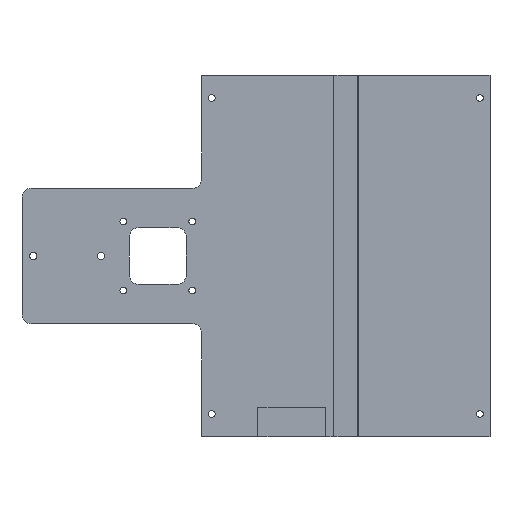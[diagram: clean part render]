
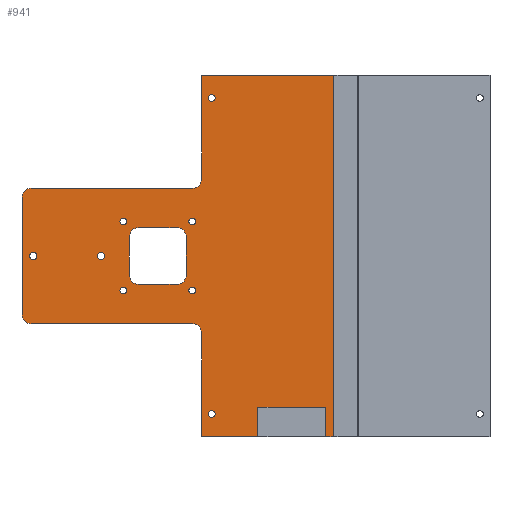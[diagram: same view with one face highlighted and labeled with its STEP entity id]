
A CAD part, front view. The second image highlights one B-rep face of the part: STEP entity #941.
In plain terms, the highlighted planar face has unit normal (0, -1, 0).
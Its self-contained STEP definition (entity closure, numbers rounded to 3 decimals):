
#34=FACE_BOUND('',#157,.T.);
#35=FACE_BOUND('',#158,.T.);
#36=FACE_BOUND('',#159,.T.);
#37=FACE_BOUND('',#160,.T.);
#38=FACE_BOUND('',#161,.T.);
#39=FACE_BOUND('',#162,.T.);
#40=FACE_BOUND('',#163,.T.);
#41=FACE_BOUND('',#164,.T.);
#42=FACE_BOUND('',#165,.T.);
#52=PLANE('',#1041);
#91=FACE_OUTER_BOUND('',#156,.T.);
#156=EDGE_LOOP('',(#731,#732,#733,#734,#735,#736,#737,#738,#739,#740,#741,
#742,#743,#744,#745,#746));
#157=EDGE_LOOP('',(#747));
#158=EDGE_LOOP('',(#748));
#159=EDGE_LOOP('',(#749));
#160=EDGE_LOOP('',(#750));
#161=EDGE_LOOP('',(#751));
#162=EDGE_LOOP('',(#752));
#163=EDGE_LOOP('',(#753));
#164=EDGE_LOOP('',(#754));
#165=EDGE_LOOP('',(#755,#756,#757,#758,#759,#760,#761,#762));
#209=LINE('',#1448,#293);
#216=LINE('',#1466,#300);
#228=LINE('',#1512,#312);
#229=LINE('',#1516,#313);
#230=LINE('',#1518,#314);
#231=LINE('',#1520,#315);
#232=LINE('',#1522,#316);
#233=LINE('',#1524,#317);
#234=LINE('',#1526,#318);
#235=LINE('',#1528,#319);
#236=LINE('',#1529,#320);
#237=LINE('',#1530,#321);
#238=LINE('',#1537,#322);
#239=LINE('',#1541,#323);
#240=LINE('',#1545,#324);
#241=LINE('',#1549,#325);
#293=VECTOR('',#1177,10.);
#300=VECTOR('',#1192,10.);
#312=VECTOR('',#1232,10.);
#313=VECTOR('',#1235,10.);
#314=VECTOR('',#1236,10.);
#315=VECTOR('',#1237,10.);
#316=VECTOR('',#1238,10.);
#317=VECTOR('',#1239,10.);
#318=VECTOR('',#1240,10.);
#319=VECTOR('',#1241,10.);
#320=VECTOR('',#1242,10.);
#321=VECTOR('',#1243,10.);
#322=VECTOR('',#1248,10.);
#323=VECTOR('',#1251,10.);
#324=VECTOR('',#1254,10.);
#325=VECTOR('',#1257,10.);
#377=CIRCLE('',#1007,1.5);
#378=CIRCLE('',#1009,1.5);
#379=CIRCLE('',#1011,1.5);
#380=CIRCLE('',#1013,1.5);
#382=CIRCLE('',#1016,1.6);
#384=CIRCLE('',#1019,1.6);
#385=CIRCLE('',#1021,4.);
#388=CIRCLE('',#1026,4.);
#399=CIRCLE('',#1040,4.);
#400=CIRCLE('',#1042,4.);
#401=CIRCLE('',#1043,1.5);
#402=CIRCLE('',#1044,1.5);
#403=CIRCLE('',#1045,4.);
#404=CIRCLE('',#1046,4.);
#405=CIRCLE('',#1047,4.);
#406=CIRCLE('',#1048,4.);
#425=VERTEX_POINT('',#1410);
#426=VERTEX_POINT('',#1414);
#427=VERTEX_POINT('',#1418);
#428=VERTEX_POINT('',#1422);
#430=VERTEX_POINT('',#1428);
#432=VERTEX_POINT('',#1434);
#433=VERTEX_POINT('',#1438);
#434=VERTEX_POINT('',#1439);
#437=VERTEX_POINT('',#1447);
#441=VERTEX_POINT('',#1456);
#442=VERTEX_POINT('',#1458);
#444=VERTEX_POINT('',#1464);
#463=VERTEX_POINT('',#1507);
#464=VERTEX_POINT('',#1511);
#465=VERTEX_POINT('',#1513);
#466=VERTEX_POINT('',#1515);
#467=VERTEX_POINT('',#1517);
#468=VERTEX_POINT('',#1519);
#469=VERTEX_POINT('',#1521);
#470=VERTEX_POINT('',#1523);
#471=VERTEX_POINT('',#1525);
#472=VERTEX_POINT('',#1527);
#473=VERTEX_POINT('',#1531);
#474=VERTEX_POINT('',#1533);
#475=VERTEX_POINT('',#1535);
#476=VERTEX_POINT('',#1536);
#477=VERTEX_POINT('',#1538);
#478=VERTEX_POINT('',#1540);
#479=VERTEX_POINT('',#1542);
#480=VERTEX_POINT('',#1544);
#481=VERTEX_POINT('',#1546);
#482=VERTEX_POINT('',#1548);
#518=EDGE_CURVE('',#425,#425,#377,.T.);
#520=EDGE_CURVE('',#426,#426,#378,.T.);
#522=EDGE_CURVE('',#427,#427,#379,.T.);
#524=EDGE_CURVE('',#428,#428,#380,.T.);
#527=EDGE_CURVE('',#430,#430,#382,.T.);
#530=EDGE_CURVE('',#432,#432,#384,.T.);
#531=EDGE_CURVE('',#433,#434,#385,.T.);
#535=EDGE_CURVE('',#437,#434,#209,.T.);
#540=EDGE_CURVE('',#441,#442,#388,.T.);
#544=EDGE_CURVE('',#441,#444,#216,.T.);
#566=EDGE_CURVE('',#463,#444,#399,.T.);
#567=EDGE_CURVE('',#463,#464,#228,.T.);
#568=EDGE_CURVE('',#465,#464,#400,.T.);
#569=EDGE_CURVE('',#465,#466,#229,.T.);
#570=EDGE_CURVE('',#466,#467,#230,.T.);
#571=EDGE_CURVE('',#467,#468,#231,.T.);
#572=EDGE_CURVE('',#468,#469,#232,.T.);
#573=EDGE_CURVE('',#469,#470,#233,.T.);
#574=EDGE_CURVE('',#470,#471,#234,.T.);
#575=EDGE_CURVE('',#471,#472,#235,.T.);
#576=EDGE_CURVE('',#472,#437,#236,.T.);
#577=EDGE_CURVE('',#433,#442,#237,.T.);
#578=EDGE_CURVE('',#473,#473,#401,.T.);
#579=EDGE_CURVE('',#474,#474,#402,.T.);
#580=EDGE_CURVE('',#475,#476,#238,.T.);
#581=EDGE_CURVE('',#476,#477,#403,.T.);
#582=EDGE_CURVE('',#477,#478,#239,.T.);
#583=EDGE_CURVE('',#478,#479,#404,.T.);
#584=EDGE_CURVE('',#479,#480,#240,.T.);
#585=EDGE_CURVE('',#480,#481,#405,.T.);
#586=EDGE_CURVE('',#481,#482,#241,.T.);
#587=EDGE_CURVE('',#482,#475,#406,.T.);
#731=ORIENTED_EDGE('',*,*,#540,.F.);
#732=ORIENTED_EDGE('',*,*,#544,.T.);
#733=ORIENTED_EDGE('',*,*,#566,.F.);
#734=ORIENTED_EDGE('',*,*,#567,.T.);
#735=ORIENTED_EDGE('',*,*,#568,.F.);
#736=ORIENTED_EDGE('',*,*,#569,.T.);
#737=ORIENTED_EDGE('',*,*,#570,.T.);
#738=ORIENTED_EDGE('',*,*,#571,.T.);
#739=ORIENTED_EDGE('',*,*,#572,.T.);
#740=ORIENTED_EDGE('',*,*,#573,.T.);
#741=ORIENTED_EDGE('',*,*,#574,.T.);
#742=ORIENTED_EDGE('',*,*,#575,.T.);
#743=ORIENTED_EDGE('',*,*,#576,.T.);
#744=ORIENTED_EDGE('',*,*,#535,.T.);
#745=ORIENTED_EDGE('',*,*,#531,.F.);
#746=ORIENTED_EDGE('',*,*,#577,.T.);
#747=ORIENTED_EDGE('',*,*,#518,.T.);
#748=ORIENTED_EDGE('',*,*,#520,.T.);
#749=ORIENTED_EDGE('',*,*,#522,.T.);
#750=ORIENTED_EDGE('',*,*,#524,.T.);
#751=ORIENTED_EDGE('',*,*,#527,.T.);
#752=ORIENTED_EDGE('',*,*,#530,.T.);
#753=ORIENTED_EDGE('',*,*,#578,.F.);
#754=ORIENTED_EDGE('',*,*,#579,.F.);
#755=ORIENTED_EDGE('',*,*,#580,.T.);
#756=ORIENTED_EDGE('',*,*,#581,.T.);
#757=ORIENTED_EDGE('',*,*,#582,.T.);
#758=ORIENTED_EDGE('',*,*,#583,.T.);
#759=ORIENTED_EDGE('',*,*,#584,.T.);
#760=ORIENTED_EDGE('',*,*,#585,.T.);
#761=ORIENTED_EDGE('',*,*,#586,.T.);
#762=ORIENTED_EDGE('',*,*,#587,.T.);
#941=ADVANCED_FACE('',(#91,#34,#35,#36,#37,#38,#39,#40,#41,#42),#52,.F.);
#1007=AXIS2_PLACEMENT_3D('',#1412,#1136,#1137);
#1009=AXIS2_PLACEMENT_3D('',#1416,#1141,#1142);
#1011=AXIS2_PLACEMENT_3D('',#1420,#1146,#1147);
#1013=AXIS2_PLACEMENT_3D('',#1424,#1151,#1152);
#1016=AXIS2_PLACEMENT_3D('',#1430,#1158,#1159);
#1019=AXIS2_PLACEMENT_3D('',#1436,#1165,#1166);
#1021=AXIS2_PLACEMENT_3D('',#1440,#1169,#1170);
#1026=AXIS2_PLACEMENT_3D('',#1459,#1185,#1186);
#1040=AXIS2_PLACEMENT_3D('',#1509,#1228,#1229);
#1041=AXIS2_PLACEMENT_3D('',#1510,#1230,#1231);
#1042=AXIS2_PLACEMENT_3D('',#1514,#1233,#1234);
#1043=AXIS2_PLACEMENT_3D('',#1532,#1244,#1245);
#1044=AXIS2_PLACEMENT_3D('',#1534,#1246,#1247);
#1045=AXIS2_PLACEMENT_3D('',#1539,#1249,#1250);
#1046=AXIS2_PLACEMENT_3D('',#1543,#1252,#1253);
#1047=AXIS2_PLACEMENT_3D('',#1547,#1255,#1256);
#1048=AXIS2_PLACEMENT_3D('',#1550,#1258,#1259);
#1136=DIRECTION('center_axis',(0.,1.,0.));
#1137=DIRECTION('ref_axis',(-1.,0.,0.));
#1141=DIRECTION('center_axis',(0.,1.,0.));
#1142=DIRECTION('ref_axis',(-1.,0.,0.));
#1146=DIRECTION('center_axis',(0.,1.,0.));
#1147=DIRECTION('ref_axis',(-1.,0.,0.));
#1151=DIRECTION('center_axis',(0.,1.,0.));
#1152=DIRECTION('ref_axis',(-1.,0.,0.));
#1158=DIRECTION('center_axis',(0.,1.,0.));
#1159=DIRECTION('ref_axis',(-1.,0.,0.));
#1165=DIRECTION('center_axis',(0.,1.,0.));
#1166=DIRECTION('ref_axis',(-1.,0.,0.));
#1169=DIRECTION('center_axis',(0.,-1.,0.));
#1170=DIRECTION('ref_axis',(0.707,0.,-0.707));
#1177=DIRECTION('',(0.,0.,-1.));
#1185=DIRECTION('center_axis',(0.,1.,0.));
#1186=DIRECTION('ref_axis',(-0.707,0.,0.707));
#1192=DIRECTION('',(0.,0.,-1.));
#1228=DIRECTION('center_axis',(0.,1.,0.));
#1229=DIRECTION('ref_axis',(-0.707,0.,-0.707));
#1230=DIRECTION('center_axis',(0.,1.,0.));
#1231=DIRECTION('ref_axis',(1.,0.,0.));
#1232=DIRECTION('',(1.,0.,0.));
#1233=DIRECTION('center_axis',(0.,-1.,0.));
#1234=DIRECTION('ref_axis',(0.707,0.,0.707));
#1235=DIRECTION('',(0.,0.,-1.));
#1236=DIRECTION('',(1.,0.,0.));
#1237=DIRECTION('',(0.,0.,1.));
#1238=DIRECTION('',(1.,0.,0.));
#1239=DIRECTION('',(0.,0.,-1.));
#1240=DIRECTION('',(1.,0.,0.));
#1241=DIRECTION('',(0.,0.,1.));
#1242=DIRECTION('',(-1.,0.,0.));
#1243=DIRECTION('',(-1.,0.,0.));
#1244=DIRECTION('center_axis',(0.,-1.,0.));
#1245=DIRECTION('ref_axis',(1.,0.,0.));
#1246=DIRECTION('center_axis',(0.,-1.,0.));
#1247=DIRECTION('ref_axis',(1.,0.,0.));
#1248=DIRECTION('',(-1.,0.,0.));
#1249=DIRECTION('center_axis',(0.,1.,0.));
#1250=DIRECTION('ref_axis',(0.,0.,-1.));
#1251=DIRECTION('',(0.,0.,1.));
#1252=DIRECTION('center_axis',(0.,1.,0.));
#1253=DIRECTION('ref_axis',(-1.,0.,0.));
#1254=DIRECTION('',(1.,0.,0.));
#1255=DIRECTION('center_axis',(0.,1.,0.));
#1256=DIRECTION('ref_axis',(0.,0.,1.));
#1257=DIRECTION('',(0.,0.,-1.));
#1258=DIRECTION('center_axis',(0.,1.,0.));
#1259=DIRECTION('ref_axis',(1.,0.,0.));
#1410=CARTESIAN_POINT('',(-96.98,0.,15.25));
#1412=CARTESIAN_POINT('Origin',(-98.48,0.,15.25));
#1414=CARTESIAN_POINT('',(-66.48,0.,-15.25));
#1416=CARTESIAN_POINT('Origin',(-67.98,0.,-15.25));
#1418=CARTESIAN_POINT('',(-66.48,0.,15.25));
#1420=CARTESIAN_POINT('Origin',(-67.98,0.,15.25));
#1422=CARTESIAN_POINT('',(-96.98,0.,-15.25));
#1424=CARTESIAN_POINT('Origin',(-98.48,0.,-15.25));
#1428=CARTESIAN_POINT('',(-106.78,0.,0.));
#1430=CARTESIAN_POINT('Origin',(-108.38,0.,0.));
#1434=CARTESIAN_POINT('',(-136.78,0.,0.));
#1436=CARTESIAN_POINT('Origin',(-138.38,0.,0.));
#1438=CARTESIAN_POINT('',(-67.88,0.,30.));
#1439=CARTESIAN_POINT('',(-63.88,0.,34.));
#1440=CARTESIAN_POINT('Origin',(-67.88,0.,34.));
#1447=CARTESIAN_POINT('',(-63.88,0.,80.));
#1448=CARTESIAN_POINT('',(-63.88,0.,80.));
#1456=CARTESIAN_POINT('',(-143.38,0.,26.));
#1458=CARTESIAN_POINT('',(-139.38,0.,30.));
#1459=CARTESIAN_POINT('Origin',(-139.38,0.,26.));
#1464=CARTESIAN_POINT('',(-143.38,0.,-26.));
#1466=CARTESIAN_POINT('',(-143.38,0.,30.));
#1507=CARTESIAN_POINT('',(-139.38,0.,-30.));
#1509=CARTESIAN_POINT('Origin',(-139.38,0.,-26.));
#1510=CARTESIAN_POINT('Origin',(-39.75,0.,0.));
#1511=CARTESIAN_POINT('',(-67.88,0.,-30.));
#1512=CARTESIAN_POINT('',(-143.38,0.,-30.));
#1513=CARTESIAN_POINT('',(-63.88,0.,-34.));
#1514=CARTESIAN_POINT('Origin',(-67.88,0.,-34.));
#1515=CARTESIAN_POINT('',(-63.88,0.,-80.));
#1516=CARTESIAN_POINT('',(-63.88,0.,80.));
#1517=CARTESIAN_POINT('',(-38.909,0.,-80.));
#1518=CARTESIAN_POINT('',(-63.88,0.,-80.));
#1519=CARTESIAN_POINT('',(-38.909,0.,-66.9));
#1520=CARTESIAN_POINT('',(-38.909,0.,-40.));
#1521=CARTESIAN_POINT('',(-8.909,0.,-66.9));
#1522=CARTESIAN_POINT('',(-31.83,0.,-66.9));
#1523=CARTESIAN_POINT('',(-8.909,0.,-80.));
#1524=CARTESIAN_POINT('',(-8.909,0.,-40.));
#1525=CARTESIAN_POINT('',(-3.6,0.,-80.));
#1526=CARTESIAN_POINT('',(-63.88,0.,-80.));
#1527=CARTESIAN_POINT('',(-3.6,0.,80.));
#1528=CARTESIAN_POINT('',(-3.6,0.,40.));
#1529=CARTESIAN_POINT('',(63.88,0.,80.));
#1530=CARTESIAN_POINT('',(-63.88,0.,30.));
#1531=CARTESIAN_POINT('',(-60.88,0.,70.));
#1532=CARTESIAN_POINT('Origin',(-59.38,0.,70.));
#1533=CARTESIAN_POINT('',(-60.88,0.,-70.));
#1534=CARTESIAN_POINT('Origin',(-59.38,0.,-70.));
#1535=CARTESIAN_POINT('',(-74.68,0.,-12.55));
#1536=CARTESIAN_POINT('',(-91.78,0.,-12.55));
#1537=CARTESIAN_POINT('',(-65.765,0.,-12.55));
#1538=CARTESIAN_POINT('',(-95.78,0.,-8.55));
#1539=CARTESIAN_POINT('Origin',(-91.78,0.,-8.55));
#1540=CARTESIAN_POINT('',(-95.78,0.,8.55));
#1541=CARTESIAN_POINT('',(-95.78,0.,4.275));
#1542=CARTESIAN_POINT('',(-91.78,0.,12.55));
#1543=CARTESIAN_POINT('Origin',(-91.78,0.,8.55));
#1544=CARTESIAN_POINT('',(-74.68,0.,12.55));
#1545=CARTESIAN_POINT('',(-57.215,0.,12.55));
#1546=CARTESIAN_POINT('',(-70.68,0.,8.55));
#1547=CARTESIAN_POINT('Origin',(-74.68,0.,8.55));
#1548=CARTESIAN_POINT('',(-70.68,0.,-8.55));
#1549=CARTESIAN_POINT('',(-70.68,0.,-4.275));
#1550=CARTESIAN_POINT('Origin',(-74.68,0.,-8.55));
